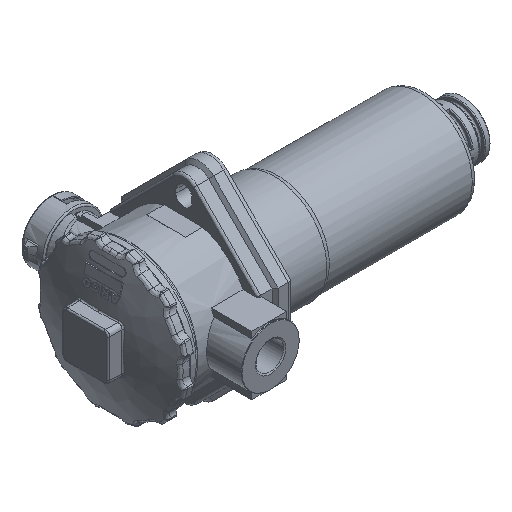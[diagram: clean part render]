
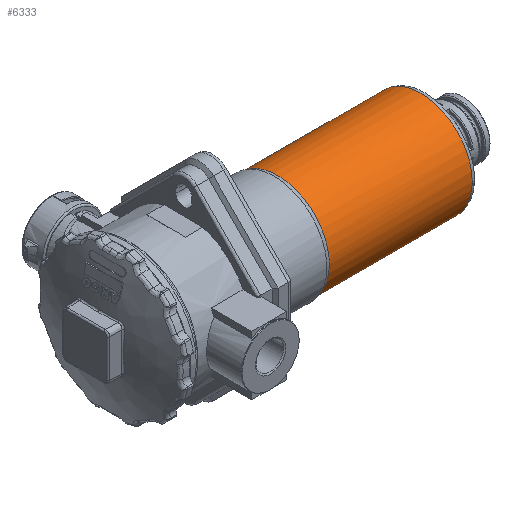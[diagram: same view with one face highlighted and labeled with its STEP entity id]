
A CAD part, isometric view. The second image highlights one B-rep face of the part: STEP entity #6333.
In plain terms, the highlighted free-form (B-spline) face has degree [2, 1] with [7, 2] control points.
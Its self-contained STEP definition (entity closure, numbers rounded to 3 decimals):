
#6223=CARTESIAN_POINT('V1022',(208.145,
   -35.5,0.));
#6224=VERTEX_POINT('V1022',#6223);
#6240=CARTESIAN_POINT('E1613',(208.145,
   -35.5,0.));
#6241=CARTESIAN_POINT('E1613',(208.145,
   -35.5,2.249));
#6242=CARTESIAN_POINT('E1613',(208.145,
   -35.071,6.75));
#6243=CARTESIAN_POINT('E1613',(208.145,
   -33.164,13.255));
#6244=CARTESIAN_POINT('E1613',(208.145,
   -30.061,19.284));
#6245=CARTESIAN_POINT('E1613',(208.145,
   -25.924,24.554));
#6246=CARTESIAN_POINT('E1613',(208.145,
   -20.944,28.91));
#6247=CARTESIAN_POINT('E1613',(208.145,
   -14.529,32.715));
#6248=CARTESIAN_POINT('E1613',(208.145,
   -6.519,35.309));
#6249=CARTESIAN_POINT('E1613',(208.145,1.904,
   35.747));
#6250=CARTESIAN_POINT('E1613',(208.145,9.283,
   34.474));
#6251=CARTESIAN_POINT('E1613',(208.145,
   15.454,32.184));
#6252=CARTESIAN_POINT('E1613',(208.145,
   21.1,28.8));
#6253=CARTESIAN_POINT('E1613',(208.145,
   26.084,24.388));
#6254=CARTESIAN_POINT('E1613',(208.145,
   30.203,19.064));
#6255=CARTESIAN_POINT('E1613',(208.145,
   33.27,12.99));
#6256=CARTESIAN_POINT('E1613',(208.145,
   35.13,6.444));
#6257=CARTESIAN_POINT('E1613',(208.145,
   35.72,-0.401));
#6258=CARTESIAN_POINT('E1613',(208.145,
   34.975,-7.299));
#6259=CARTESIAN_POINT('E1613',(208.145,
   32.879,-13.983));
#6260=CARTESIAN_POINT('E1613',(208.145,
   29.52,-20.128));
#6261=CARTESIAN_POINT('E1613',(208.145,
   24.92,-25.627));
#6262=CARTESIAN_POINT('E1613',(208.145,
   19.17,-30.191));
#6263=CARTESIAN_POINT('E1613',(208.145,
   12.694,-33.404));
#6264=CARTESIAN_POINT('E1613',(208.145,5.988,
   -35.202));
#6265=CARTESIAN_POINT('E1613',(208.145,
   -0.659,-35.701));
#6266=CARTESIAN_POINT('E1613',(208.145,
   -7.284,-34.957));
#6267=CARTESIAN_POINT('E1613',(208.145,
   -13.204,-33.132));
#6268=CARTESIAN_POINT('E1613',(208.145,
   -18.308,-30.565));
#6269=CARTESIAN_POINT('E1613',(208.145,
   -22.596,-27.547));
#6270=CARTESIAN_POINT('E1613',(208.145,
   -26.394,-23.932));
#6271=CARTESIAN_POINT('E1613',(208.145,
   -29.621,-19.799));
#6272=CARTESIAN_POINT('E1613',(208.145,
   -32.206,-15.237));
#6273=CARTESIAN_POINT('E1613',(208.145,
   -34.094,-10.345));
#6274=CARTESIAN_POINT('E1613',(208.145,
   -35.243,-5.229));
#6275=CARTESIAN_POINT('E1613',(208.145,
   -35.5,-1.743));
#6276=CARTESIAN_POINT('E1613',(208.145,
   -35.5,0.));
#6277=B_SPLINE_CURVE_WITH_KNOTS('E1613',3,(#6240,#6241,#6242,#6243,
   #6244,#6245,#6246,#6247,#6248,#6249,#6250,#6251,#6252,#6253,#6254,
   #6255,#6256,#6257,#6258,#6259,#6260,#6261,#6262,#6263,#6264,#6265,
   #6266,#6267,#6268,#6269,#6270,#6271,#6272,#6273,#6274,#6275,#6276),
   .UNSPECIFIED.,.T.,.U.,(4,1,1,1,1,1,1,1,1,1,1,1,1,1,1,1,1,1,1,1,1,
   1,1,1,1,1,1,1,1,1,1,1,1,1,4),(2.0,3.143,
   4.287,5.43,6.574,
   7.676,8.779,10.348,
   11.917,13.027,14.138,
   15.248,16.358,17.506,
   18.653,19.801,20.949,
   22.129,23.31,24.491,
   25.672,26.936,28.2,
   29.325,30.449,31.573,
   32.698,33.584,34.47,
   35.356,36.242,37.128,
   38.014,38.9,39.786),
   .UNSPECIFIED.);
#6278=EDGE_CURVE('E1613',#6224,#6224,#6277,.T.);
#6283=CARTESIAN_POINT('F628',(109.347,
   -35.5,0.));
#6284=CARTESIAN_POINT('F628',(109.347,
   -35.5,-61.488));
#6285=CARTESIAN_POINT('F628',(109.347,17.75,
   -30.744));
#6286=CARTESIAN_POINT('F628',(109.347,71.0,
   0.));
#6287=CARTESIAN_POINT('F628',(109.347,17.75,
   30.744));
#6288=CARTESIAN_POINT('F628',(109.347,
   -35.5,61.488));
#6289=CARTESIAN_POINT('F628',(109.347,
   -35.5,0.));
#6290=CARTESIAN_POINT('F628',(211.215,
   -35.5,0.));
#6291=CARTESIAN_POINT('F628',(211.215,
   -35.5,-61.488));
#6292=CARTESIAN_POINT('F628',(211.215,17.75,
   -30.744));
#6293=CARTESIAN_POINT('F628',(211.215,71.0,
   0.));
#6294=CARTESIAN_POINT('F628',(211.215,17.75,
   30.744));
#6295=CARTESIAN_POINT('F628',(211.215,
   -35.5,61.488));
#6296=CARTESIAN_POINT('F628',(211.215,
   -35.5,0.));
#6304=(BOUNDED_SURFACE()B_SPLINE_SURFACE(2,1,((#6283,#6290),(
   #6284,#6291),(#6285,#6292),(#6286,#6293),(#6287,#6294),(
   #6288,#6295),(#6289,#6296)),.CYLINDRICAL_SURF.,.T.,.F.,.U.)
   B_SPLINE_SURFACE_WITH_KNOTS((3,2,2,3),(2,2),(0.0,
   1.207,2.414,3.622),(0.0,1.0),
   .UNSPECIFIED.)GEOMETRIC_REPRESENTATION_ITEM()
   RATIONAL_B_SPLINE_SURFACE(((1.0,1.0),(0.5,
   0.5),(1.0,1.0),(0.5,
   0.5),(1.0,1.0),(0.5,
   0.5),(1.0,1.0)))REPRESENTATION_ITEM('F628')
   SURFACE());
#6305=ORIENTED_EDGE('F597',*,*,#6278,.T.);
#6306=CARTESIAN_POINT('V1049',(109.347,
   -35.5,0.));
#6307=VERTEX_POINT('V1049',#6306);
#6308=CARTESIAN_POINT('E1679',(208.145,
   -35.5,0.0));
#6309=CARTESIAN_POINT('E1679',(109.347,
   -35.5,0.0));
#6310=B_SPLINE_CURVE_WITH_KNOTS('E1679',1,(#6308,#6309),
   .POLYLINE_FORM.,.F.,.U.,(2,2),(0.03,1.0),
   .UNSPECIFIED.);
#6311=EDGE_CURVE('E1679',#6224,#6307,#6310,.T.);
#6312=ORIENTED_EDGE('E1679',*,*,#6311,.T.);
#6313=CARTESIAN_POINT('E1680',(109.347,
   -35.5,0.));
#6314=CARTESIAN_POINT('E1680',(109.347,
   -35.5,-61.488));
#6315=CARTESIAN_POINT('E1680',(109.347,
   17.75,-30.744));
#6316=CARTESIAN_POINT('E1680',(109.347,71.0,
   0.));
#6317=CARTESIAN_POINT('E1680',(109.347,
   17.75,30.744));
#6318=CARTESIAN_POINT('E1680',(109.347,
   -35.5,61.488));
#6319=CARTESIAN_POINT('E1680',(109.347,
   -35.5,0.));
#6327=(BOUNDED_CURVE()B_SPLINE_CURVE(2,(#6313,#6314,#6315,#6316,
   #6317,#6318,#6319),.CIRCULAR_ARC.,.T.,.U.)
   B_SPLINE_CURVE_WITH_KNOTS((3,2,2,3),(0.0,42.653,
   85.305,127.958),.UNSPECIFIED.)CURVE()
   GEOMETRIC_REPRESENTATION_ITEM()RATIONAL_B_SPLINE_CURVE((1.0,
   0.5,1.0,0.5,1.0,0.5,1.0)
   )REPRESENTATION_ITEM('E1680'));
#6328=EDGE_CURVE('E1680',#6307,#6307,#6327,.T.);
#6329=ORIENTED_EDGE('E1680',*,*,#6328,.T.);
#6330=ORIENTED_EDGE('E1679',*,*,#6311,.F.);
#6331=EDGE_LOOP('F628',(#6305,#6312,#6329,#6330));
#6332=FACE_OUTER_BOUND('F628',#6331,.T.);
#6333=ADVANCED_FACE('F628',(#6332),#6304,.T.);
